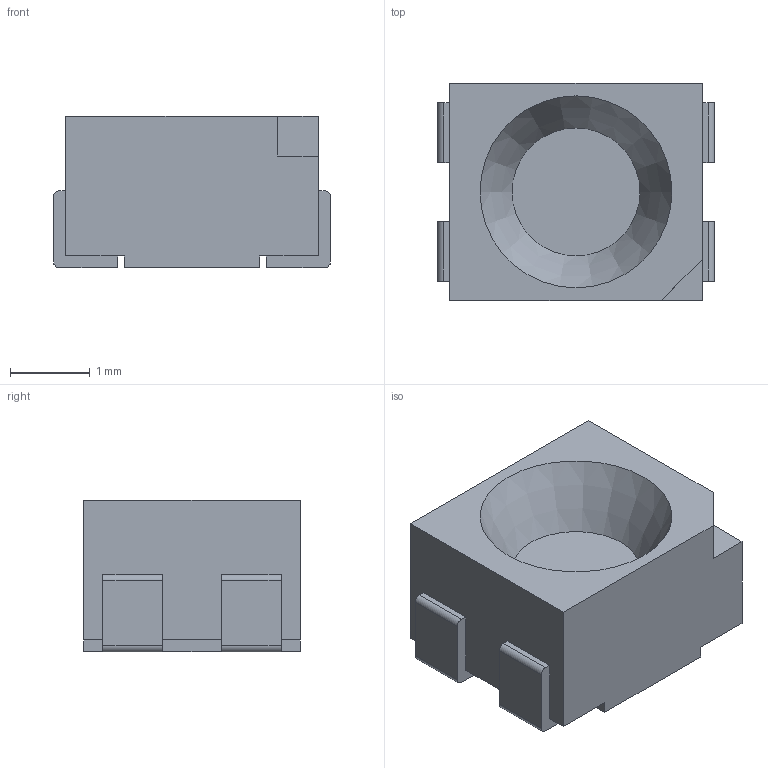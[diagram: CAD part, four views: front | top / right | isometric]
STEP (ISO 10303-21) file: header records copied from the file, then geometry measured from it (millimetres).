
FILE_DESCRIPTION(('FreeCAD Model'),'2;1');
FILE_NAME('Open CASCADE Shape Model','2022-06-24T17:52:04',( 'kicad StepUp'),('ksu MCAD'),'Open CASCADE STEP processor 7.6', 'FreeCAD','Unknown');
FILE_SCHEMA(('AUTOMOTIVE_DESIGN { 1 0 10303 214 1 1 1 1 }'));
Length unit declared in the file: millimetre
Products named in the file (1): LED_RGB_TOGIALED_PLCC4-3.5x2.7mm_TJ-S3528UG2W9TLCCYRGB-A5
Bounding box: 3.46 x 2.71 x 1.9 mm (x, y, z)
Volume: 13.6 mm3; surface area: 46.1 mm2
Topology: 1 solids, 1 shells, 48 faces, 140 edges, 96 vertices
Faces by surface type: plane 38, cylinder 8, cone 2
Entity records: 1723 total; most frequent: CARTESIAN_POINT 285, ORIENTED_EDGE 280, DIRECTION 258, EDGE_CURVE 140, LINE 120, VECTOR 120, VERTEX_POINT 96, AXIS2_PLACEMENT_3D 69
